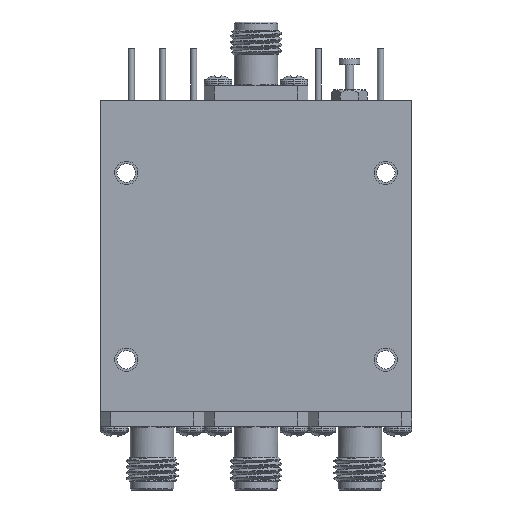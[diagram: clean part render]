
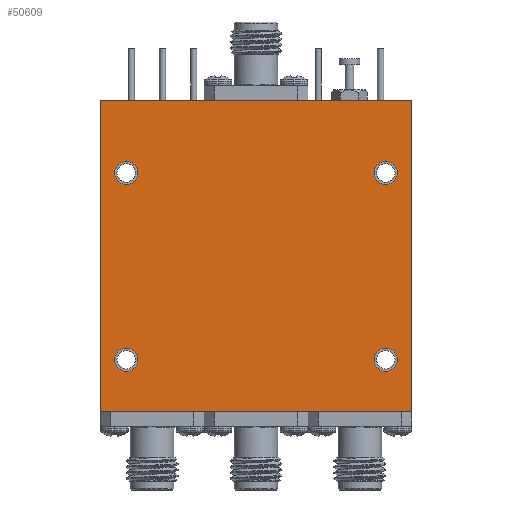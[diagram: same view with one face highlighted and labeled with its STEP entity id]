
A CAD part, front view. The second image highlights one B-rep face of the part: STEP entity #50609.
In plain terms, the highlighted planar face has unit normal (0, -1, 0).
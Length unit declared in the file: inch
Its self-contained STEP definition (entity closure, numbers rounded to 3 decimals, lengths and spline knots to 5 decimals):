
#474 = PLANE ( 'NONE',  #109542 ) ;
#3820 = CARTESIAN_POINT ( 'NONE',  ( 0.625, -0.2, 0.4 ) ) ;
#4478 = DIRECTION ( 'NONE',  ( 0., 0., -1. ) ) ;
#4966 = VERTEX_POINT ( 'NONE', #45789 ) ;
#6803 = CARTESIAN_POINT ( 'NONE',  ( 0.75, -0.2, 0.75 ) ) ;
#7396 = CARTESIAN_POINT ( 'NONE',  ( -0.75, -0.2, 0.75 ) ) ;
#8350 = CARTESIAN_POINT ( 'NONE',  ( -0.625, -0.2, 0.4 ) ) ;
#9588 = CARTESIAN_POINT ( 'NONE',  ( -0.75, -0.2, -0.75 ) ) ;
#10313 = DIRECTION ( 'NONE',  ( 0., 0., -1. ) ) ;
#10693 = LINE ( 'NONE', #9588, #61574 ) ;
#12482 = LINE ( 'NONE', #13275, #124466 ) ;
#13275 = CARTESIAN_POINT ( 'NONE',  ( -0.75, -0.2, 0.75 ) ) ;
#15981 = EDGE_CURVE ( 'NONE', #39427, #70478, #75392, .T. ) ;
#19073 = VERTEX_POINT ( 'NONE', #60934 ) ;
#21909 = ORIENTED_EDGE ( 'NONE', *, *, #127340, .F. ) ;
#21929 = AXIS2_PLACEMENT_3D ( 'NONE', #109383, #121673, #132131 ) ;
#22235 = FACE_BOUND ( 'NONE', #43653, .T. ) ;
#22632 = CIRCLE ( 'NONE', #135575, 0.056 ) ;
#23589 = AXIS2_PLACEMENT_3D ( 'NONE', #108437, #97099, #129806 ) ;
#28539 = EDGE_CURVE ( 'NONE', #82948, #112867, #86811, .T. ) ;
#31110 = DIRECTION ( 'NONE',  ( 0., 0., -1. ) ) ;
#32328 = EDGE_LOOP ( 'NONE', ( #57029, #62717 ) ) ;
#34257 = VERTEX_POINT ( 'NONE', #63299 ) ;
#34475 = CARTESIAN_POINT ( 'NONE',  ( 0.75, -0.2, -0.75 ) ) ;
#35886 = EDGE_CURVE ( 'NONE', #19073, #46151, #22632, .T. ) ;
#36340 = EDGE_LOOP ( 'NONE', ( #93107, #140621 ) ) ;
#37229 = ORIENTED_EDGE ( 'NONE', *, *, #35886, .F. ) ;
#38135 = DIRECTION ( 'NONE',  ( 0., -1., 0. ) ) ;
#39366 = CIRCLE ( 'NONE', #113969, 0.056 ) ;
#39427 = VERTEX_POINT ( 'NONE', #76469 ) ;
#43630 = CIRCLE ( 'NONE', #121148, 0.056 ) ;
#43653 = EDGE_LOOP ( 'NONE', ( #102796, #57274 ) ) ;
#44467 = DIRECTION ( 'NONE',  ( 0., -1., 0. ) ) ;
#45789 = CARTESIAN_POINT ( 'NONE',  ( 0.625, -0.2, 0.344 ) ) ;
#46151 = VERTEX_POINT ( 'NONE', #91745 ) ;
#48909 = CARTESIAN_POINT ( 'NONE',  ( -0.625, -0.2, -0.444 ) ) ;
#50609 = ADVANCED_FACE ( 'NONE', ( #132475, #74769, #101999, #22235, #103614 ), #474, .T. ) ;
#53441 = EDGE_LOOP ( 'NONE', ( #114973, #37229 ) ) ;
#54514 = CARTESIAN_POINT ( 'NONE',  ( 0., -0.2, 0. ) ) ;
#54966 = AXIS2_PLACEMENT_3D ( 'NONE', #88553, #44467, #111338 ) ;
#55760 = ORIENTED_EDGE ( 'NONE', *, *, #28539, .F. ) ;
#57029 = ORIENTED_EDGE ( 'NONE', *, *, #15981, .F. ) ;
#57274 = ORIENTED_EDGE ( 'NONE', *, *, #114870, .F. ) ;
#57482 = CIRCLE ( 'NONE', #21929, 0.056 ) ;
#59486 = VECTOR ( 'NONE', #123487, 39.37008 ) ;
#60869 = CARTESIAN_POINT ( 'NONE',  ( -0.625, -0.2, -0.556 ) ) ;
#60934 = CARTESIAN_POINT ( 'NONE',  ( -0.625, -0.2, 0.456 ) ) ;
#60950 = CIRCLE ( 'NONE', #133764, 0.056 ) ;
#61574 = VECTOR ( 'NONE', #106842, 39.37008 ) ;
#61633 = EDGE_CURVE ( 'NONE', #74903, #94107, #101083, .T. ) ;
#62306 = EDGE_CURVE ( 'NONE', #81111, #82948, #12482, .T. ) ;
#62717 = ORIENTED_EDGE ( 'NONE', *, *, #71624, .F. ) ;
#63058 = DIRECTION ( 'NONE',  ( 0., -1., 0. ) ) ;
#63299 = CARTESIAN_POINT ( 'NONE',  ( 0.625, -0.2, 0.456 ) ) ;
#63932 = DIRECTION ( 'NONE',  ( 0., -1., 0. ) ) ;
#67321 = DIRECTION ( 'NONE',  ( 0., 0., -1. ) ) ;
#69174 = AXIS2_PLACEMENT_3D ( 'NONE', #75289, #63932, #10313 ) ;
#70478 = VERTEX_POINT ( 'NONE', #113090 ) ;
#71624 = EDGE_CURVE ( 'NONE', #70478, #39427, #43630, .T. ) ;
#73306 = DIRECTION ( 'NONE',  ( 0., -1., 0. ) ) ;
#74769 = FACE_BOUND ( 'NONE', #36340, .T. ) ;
#74903 = VERTEX_POINT ( 'NONE', #60869 ) ;
#74904 = DIRECTION ( 'NONE',  ( 0., 0., -1. ) ) ;
#75081 = CIRCLE ( 'NONE', #23589, 0.056 ) ;
#75289 = CARTESIAN_POINT ( 'NONE',  ( -0.625, -0.2, -0.5 ) ) ;
#75392 = CIRCLE ( 'NONE', #54966, 0.056 ) ;
#76353 = DIRECTION ( 'NONE',  ( 0., -1., 0. ) ) ;
#76469 = CARTESIAN_POINT ( 'NONE',  ( 0.625, -0.2, -0.556 ) ) ;
#78989 = CARTESIAN_POINT ( 'NONE',  ( -0.75, -0.2, 0.75 ) ) ;
#80230 = DIRECTION ( 'NONE',  ( 0., 0., -1. ) ) ;
#81111 = VERTEX_POINT ( 'NONE', #111550 ) ;
#82948 = VERTEX_POINT ( 'NONE', #7396 ) ;
#86811 = LINE ( 'NONE', #78989, #59486 ) ;
#88553 = CARTESIAN_POINT ( 'NONE',  ( 0.625, -0.2, -0.5 ) ) ;
#88596 = EDGE_CURVE ( 'NONE', #89822, #81111, #10693, .T. ) ;
#88864 = EDGE_CURVE ( 'NONE', #4966, #34257, #39366, .T. ) ;
#89822 = VERTEX_POINT ( 'NONE', #34475 ) ;
#91300 = CARTESIAN_POINT ( 'NONE',  ( -0.625, -0.2, 0.4 ) ) ;
#91474 = ORIENTED_EDGE ( 'NONE', *, *, #62306, .F. ) ;
#91745 = CARTESIAN_POINT ( 'NONE',  ( -0.625, -0.2, 0.344 ) ) ;
#93107 = ORIENTED_EDGE ( 'NONE', *, *, #88864, .F. ) ;
#94107 = VERTEX_POINT ( 'NONE', #48909 ) ;
#96615 = VECTOR ( 'NONE', #80230, 39.37008 ) ;
#97099 = DIRECTION ( 'NONE',  ( 0., -1., 0. ) ) ;
#97228 = CARTESIAN_POINT ( 'NONE',  ( 0.625, -0.2, -0.5 ) ) ;
#99646 = DIRECTION ( 'NONE',  ( 0., 0., 1. ) ) ;
#100300 = EDGE_CURVE ( 'NONE', #46151, #19073, #60950, .T. ) ;
#101063 = DIRECTION ( 'NONE',  ( 0., -1., 0. ) ) ;
#101083 = CIRCLE ( 'NONE', #69174, 0.056 ) ;
#101550 = CARTESIAN_POINT ( 'NONE',  ( 0.75, -0.2, 0.75 ) ) ;
#101999 = FACE_BOUND ( 'NONE', #32328, .T. ) ;
#102796 = ORIENTED_EDGE ( 'NONE', *, *, #61633, .F. ) ;
#103614 = FACE_OUTER_BOUND ( 'NONE', #139557, .T. ) ;
#106842 = DIRECTION ( 'NONE',  ( -1., 0., 0. ) ) ;
#107221 = EDGE_CURVE ( 'NONE', #34257, #4966, #75081, .T. ) ;
#108437 = CARTESIAN_POINT ( 'NONE',  ( 0.625, -0.2, 0.4 ) ) ;
#109383 = CARTESIAN_POINT ( 'NONE',  ( -0.625, -0.2, -0.5 ) ) ;
#109542 = AXIS2_PLACEMENT_3D ( 'NONE', #54514, #76353, #67321 ) ;
#111338 = DIRECTION ( 'NONE',  ( 0., 0., -1. ) ) ;
#111512 = DIRECTION ( 'NONE',  ( 0., 0., -1. ) ) ;
#111550 = CARTESIAN_POINT ( 'NONE',  ( -0.75, -0.2, -0.75 ) ) ;
#112867 = VERTEX_POINT ( 'NONE', #6803 ) ;
#113090 = CARTESIAN_POINT ( 'NONE',  ( 0.625, -0.2, -0.444 ) ) ;
#113969 = AXIS2_PLACEMENT_3D ( 'NONE', #3820, #101063, #111512 ) ;
#114870 = EDGE_CURVE ( 'NONE', #94107, #74903, #57482, .T. ) ;
#114973 = ORIENTED_EDGE ( 'NONE', *, *, #100300, .F. ) ;
#121148 = AXIS2_PLACEMENT_3D ( 'NONE', #97228, #63058, #74904 ) ;
#121673 = DIRECTION ( 'NONE',  ( 0., -1., 0. ) ) ;
#123487 = DIRECTION ( 'NONE',  ( 1., 0., 0. ) ) ;
#124466 = VECTOR ( 'NONE', #99646, 39.37008 ) ;
#125404 = LINE ( 'NONE', #101550, #96615 ) ;
#125593 = ORIENTED_EDGE ( 'NONE', *, *, #88596, .F. ) ;
#127340 = EDGE_CURVE ( 'NONE', #112867, #89822, #125404, .T. ) ;
#129806 = DIRECTION ( 'NONE',  ( 0., 0., -1. ) ) ;
#132131 = DIRECTION ( 'NONE',  ( 0., 0., -1. ) ) ;
#132475 = FACE_BOUND ( 'NONE', #53441, .T. ) ;
#133764 = AXIS2_PLACEMENT_3D ( 'NONE', #8350, #73306, #31110 ) ;
#135575 = AXIS2_PLACEMENT_3D ( 'NONE', #91300, #38135, #4478 ) ;
#139557 = EDGE_LOOP ( 'NONE', ( #21909, #55760, #91474, #125593 ) ) ;
#140621 = ORIENTED_EDGE ( 'NONE', *, *, #107221, .F. ) ;
